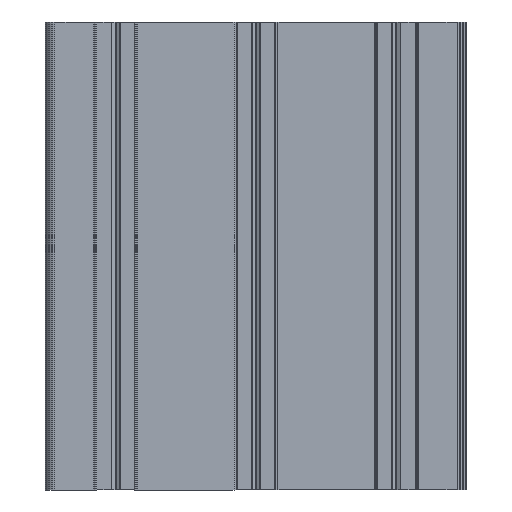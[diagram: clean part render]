
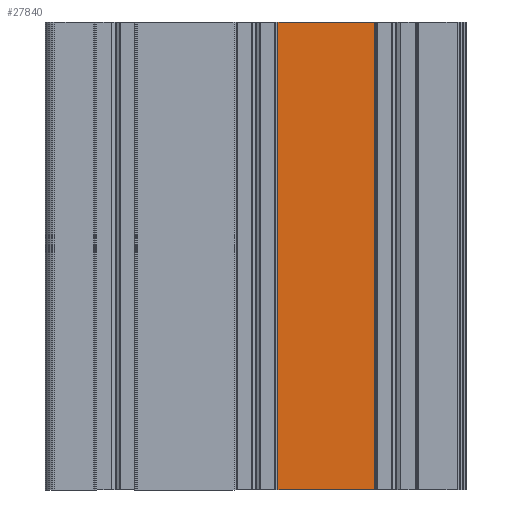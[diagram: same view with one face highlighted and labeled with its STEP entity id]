
A CAD part, front view. The second image highlights one B-rep face of the part: STEP entity #27840.
In plain terms, the highlighted planar face has unit normal (0, -1, 0).
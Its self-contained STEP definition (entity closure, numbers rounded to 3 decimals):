
#156=FACE_OUTER_BOUND('',#1559,.T.);
#1559=EDGE_LOOP('',(#21284,#21285,#21286,#21287));
#3670=LINE('',#39131,#7819);
#4329=LINE('',#40448,#8478);
#5709=LINE('',#43206,#9858);
#5710=LINE('',#43208,#9859);
#7819=VECTOR('',#31366,1000.);
#8478=VECTOR('',#32031,1000.);
#9858=VECTOR('',#33643,1000.);
#9859=VECTOR('',#33646,1000.);
#11966=VERTEX_POINT('',#39128);
#11967=VERTEX_POINT('',#39130);
#12621=VERTEX_POINT('',#40445);
#12622=VERTEX_POINT('',#40447);
#14734=EDGE_CURVE('',#11967,#11966,#3670,.T.);
#15393=EDGE_CURVE('',#12621,#12622,#4329,.T.);
#16773=EDGE_CURVE('',#11967,#12621,#5709,.T.);
#16774=EDGE_CURVE('',#11966,#12622,#5710,.T.);
#21284=ORIENTED_EDGE('',*,*,#15393,.F.);
#21285=ORIENTED_EDGE('',*,*,#16773,.F.);
#21286=ORIENTED_EDGE('',*,*,#14734,.T.);
#21287=ORIENTED_EDGE('',*,*,#16774,.T.);
#26455=PLANE('',#29245);
#27840=ADVANCED_FACE('',(#156),#26455,.T.);
#29245=AXIS2_PLACEMENT_3D('',#43207,#33644,#33645);
#31366=DIRECTION('',(-1.,0.,0.));
#32031=DIRECTION('',(-1.,0.,0.));
#33643=DIRECTION('',(0.,0.,-1.));
#33644=DIRECTION('center_axis',(0.,-1.,0.));
#33645=DIRECTION('ref_axis',(1.,0.,0.));
#33646=DIRECTION('',(0.,0.,-1.));
#39128=CARTESIAN_POINT('',(4.7,-15.,100.));
#39130=CARTESIAN_POINT('',(25.3,-15.,100.));
#39131=CARTESIAN_POINT('',(25.3,-15.,100.));
#40445=CARTESIAN_POINT('',(25.3,-15.,0.));
#40447=CARTESIAN_POINT('',(4.7,-15.,0.));
#40448=CARTESIAN_POINT('',(25.3,-15.,0.));
#43206=CARTESIAN_POINT('',(25.3,-15.,100.));
#43207=CARTESIAN_POINT('Origin',(25.3,-15.,100.));
#43208=CARTESIAN_POINT('',(4.7,-15.,100.));
